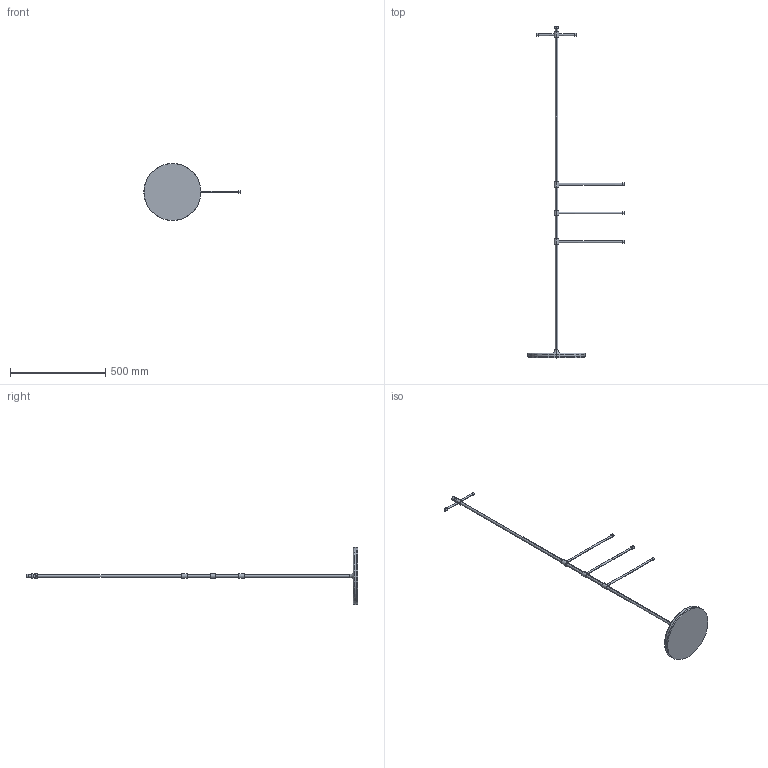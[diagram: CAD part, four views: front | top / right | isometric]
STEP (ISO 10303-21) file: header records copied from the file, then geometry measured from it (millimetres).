
FILE_DESCRIPTION (( 'STEP AP203' ), '1' );
FILE_NAME ('20116 - WEGA.STEP', '2013-04-06T10:12:01', ( '' ), ( '' ), 'SwSTEP 2.0', 'SolidWorks 2012', '' );
FILE_SCHEMA (( 'CONFIG_CONTROL_DESIGN' ));
Length unit declared in the file: millimetre
Products named in the file (4): 20116 - WEGA; TS-01 - ramiê podwójne; TS-01 - ramiê; TS-01 - stojak
Assembly tree (5 placements, depth 2):
  20116 - WEGA
    TS-01 - stojak
    TS-01 - ramiê  x3
    TS-01 - ramiê podwójne
Bounding box: 505 x 1740 x 300 mm (x, y, z)
Volume: 2202167.3 mm3; surface area: 301620.1 mm2
Topology: 5 solids, 5 shells, 74 faces, 146 edges, 96 vertices
Faces by surface type: cylinder 46, plane 24, torus 4
Entity records: 2008 total; most frequent: CARTESIAN_POINT 442, DIRECTION 270, ORIENTED_EDGE 196, AXIS2_PLACEMENT_3D 120, EDGE_CURVE 98, EDGE_LOOP 64, VERTEX_POINT 64, CIRCLE 62
